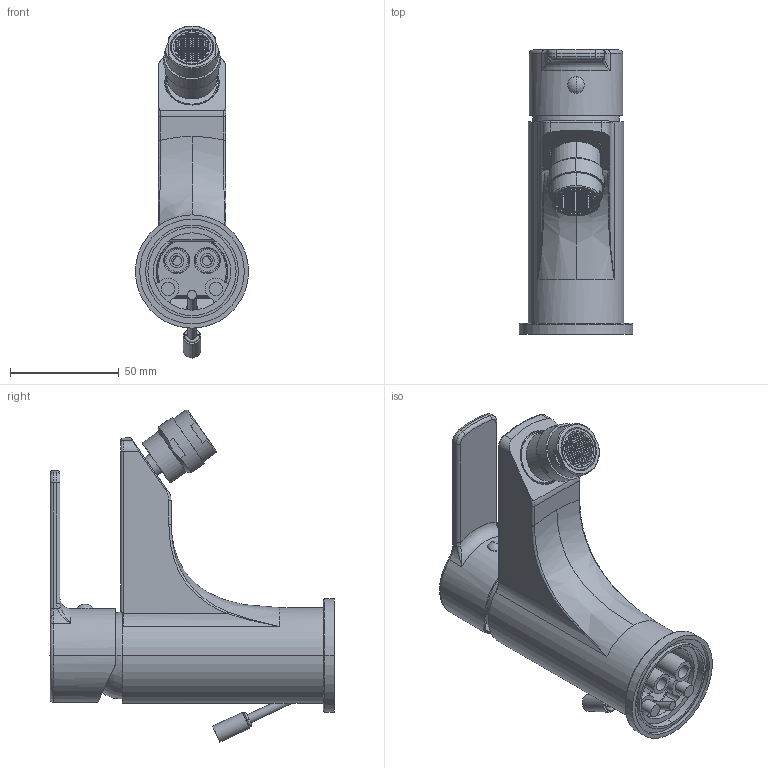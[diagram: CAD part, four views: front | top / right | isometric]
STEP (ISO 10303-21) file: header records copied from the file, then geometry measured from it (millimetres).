
FILE_DESCRIPTION((''),'2;1');
FILE_NAME('RED135CR','2021-11-08T15:59:29',('ut3'),('PAFFONI SpA'),'CREO PARAMETRIC BY PTC INC, 2020044','CREO PARAMETRIC BY PTC INC, 2020044','');
FILE_SCHEMA(('CONFIG_CONTROL_DESIGN','SHAPE_APPEARANCE_LAYERS_GROUPS'));
Length unit declared in the file: millimetre
Products named in the file (1): RED135CR
Bounding box: 52 x 130.73 x 152.43 mm (x, y, z)
Volume: 147759.9 mm3; surface area: 96792.4 mm2
Topology: 6 solids, 6 shells, 3098 faces, 8687 edges, 5585 vertices
Faces by surface type: plane 2178, cylinder 536, torus 155, cone 111, bspline 78, sphere 40
Entity records: 125293 total; most frequent: CARTESIAN_POINT 30947, ORIENTED_EDGE 17346, DIRECTION 16518, EDGE_CURVE 8673, VERTEX_POINT 5585, AXIS2_PLACEMENT_3D 5527, VECTOR 5464, LINE 5464
